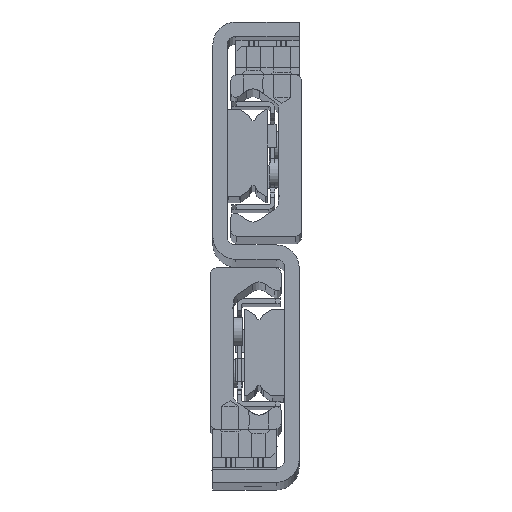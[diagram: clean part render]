
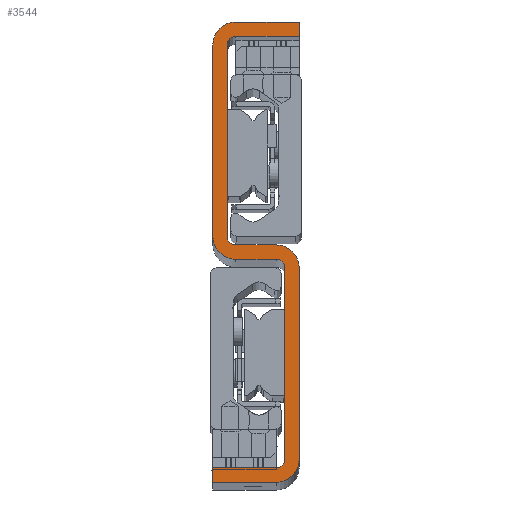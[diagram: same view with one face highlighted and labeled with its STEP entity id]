
A CAD part, top view. The second image highlights one B-rep face of the part: STEP entity #3544.
In plain terms, the highlighted planar face has unit normal (0, 0, 1).
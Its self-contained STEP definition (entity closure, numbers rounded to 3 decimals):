
#2630=CARTESIAN_POINT('',(15.0,80.0,770.0));
#2631=VERTEX_POINT('',#2630);
#2632=CARTESIAN_POINT('',(15.0,77.5,770.0));
#2633=VERTEX_POINT('',#2632);
#2634=CARTESIAN_POINT('',(15.0,80.0,770.0));
#2635=DIRECTION('',(0.0,-1.0,0.0));
#2636=VECTOR('',#2635,2.5);
#2637=LINE('',#2634,#2636);
#2638=EDGE_CURVE('',#2631,#2633,#2637,.T.);
#2670=CARTESIAN_POINT('',(4.,77.5,770.0));
#2671=VERTEX_POINT('',#2670);
#2672=CARTESIAN_POINT('',(15.0,77.5,770.0));
#2673=DIRECTION('',(-1.0,0.0,0.0));
#2674=VECTOR('',#2673,11.);
#2675=LINE('',#2672,#2674);
#2676=EDGE_CURVE('',#2633,#2671,#2675,.T.);
#2728=CARTESIAN_POINT('',(2.5,76.0,770.0));
#2729=VERTEX_POINT('',#2728);
#2730=CARTESIAN_POINT('',(4.,76.0,770.0));
#2731=DIRECTION('',(0.0,0.0,1.0));
#2732=DIRECTION('',(0.0,-1.0,0.0));
#2733=AXIS2_PLACEMENT_3D('',#2730,#2731,#2732);
#2734=CIRCLE('',#2733,1.5);
#2735=EDGE_CURVE('',#2671,#2729,#2734,.T.);
#2761=CARTESIAN_POINT('',(2.5,42.75,770.0));
#2762=VERTEX_POINT('',#2761);
#2763=CARTESIAN_POINT('',(2.5,76.0,770.0));
#2764=DIRECTION('',(0.0,-1.0,0.0));
#2765=VECTOR('',#2764,33.25);
#2766=LINE('',#2763,#2765);
#2767=EDGE_CURVE('',#2729,#2762,#2766,.T.);
#2822=CARTESIAN_POINT('',(4.,41.25,770.0));
#2823=VERTEX_POINT('',#2822);
#2824=CARTESIAN_POINT('',(4.,42.75,770.0));
#2825=DIRECTION('',(0.0,0.0,1.0));
#2826=DIRECTION('',(1.0,0.0,0.0));
#2827=AXIS2_PLACEMENT_3D('',#2824,#2825,#2826);
#2828=CIRCLE('',#2827,1.5);
#2829=EDGE_CURVE('',#2762,#2823,#2828,.T.);
#2855=CARTESIAN_POINT('',(11.,41.25,770.0));
#2856=VERTEX_POINT('',#2855);
#2857=CARTESIAN_POINT('',(4.,41.25,770.0));
#2858=DIRECTION('',(1.0,0.0,0.0));
#2859=VECTOR('',#2858,7.);
#2860=LINE('',#2857,#2859);
#2861=EDGE_CURVE('',#2823,#2856,#2860,.T.);
#2886=CARTESIAN_POINT('',(15.,37.25,770.0));
#2887=VERTEX_POINT('',#2886);
#2888=CARTESIAN_POINT('',(11.,37.25,770.0));
#2889=DIRECTION('',(0.0,0.0,-1.0));
#2890=DIRECTION('',(1.0,0.0,0.0));
#2891=AXIS2_PLACEMENT_3D('',#2888,#2889,#2890);
#2892=CIRCLE('',#2891,4.0);
#2893=EDGE_CURVE('',#2856,#2887,#2892,.T.);
#2919=CARTESIAN_POINT('',(15.,4.,770.0));
#2920=VERTEX_POINT('',#2919);
#2921=CARTESIAN_POINT('',(15.,37.25,770.0));
#2922=DIRECTION('',(0.0,-1.0,0.0));
#2923=VECTOR('',#2922,33.25);
#2924=LINE('',#2921,#2923);
#2925=EDGE_CURVE('',#2887,#2920,#2924,.T.);
#2980=CARTESIAN_POINT('',(11.0,0.,770.0));
#2981=VERTEX_POINT('',#2980);
#2982=CARTESIAN_POINT('',(11.,4.,770.0));
#2983=DIRECTION('',(0.0,0.0,-1.0));
#2984=DIRECTION('',(0.,-1.,0.0));
#2985=AXIS2_PLACEMENT_3D('',#2982,#2983,#2984);
#2986=CIRCLE('',#2985,4.);
#2987=EDGE_CURVE('',#2920,#2981,#2986,.T.);
#3013=CARTESIAN_POINT('',(0.0,0.0,770.0));
#3014=VERTEX_POINT('',#3013);
#3015=CARTESIAN_POINT('',(11.0,0.,770.0));
#3016=DIRECTION('',(-1.0,0.0,0.0));
#3017=VECTOR('',#3016,11.0);
#3018=LINE('',#3015,#3017);
#3019=EDGE_CURVE('',#2981,#3014,#3018,.T.);
#3071=CARTESIAN_POINT('',(0.0,2.5,770.0));
#3072=VERTEX_POINT('',#3071);
#3073=CARTESIAN_POINT('',(0.0,0.0,770.0));
#3074=DIRECTION('',(0.0,1.0,0.0));
#3075=VECTOR('',#3074,2.5);
#3076=LINE('',#3073,#3075);
#3077=EDGE_CURVE('',#3014,#3072,#3076,.T.);
#3102=CARTESIAN_POINT('',(11.,2.5,770.0));
#3103=VERTEX_POINT('',#3102);
#3104=CARTESIAN_POINT('',(0.0,2.5,770.0));
#3105=DIRECTION('',(1.0,0.0,0.0));
#3106=VECTOR('',#3105,11.);
#3107=LINE('',#3104,#3106);
#3108=EDGE_CURVE('',#3072,#3103,#3107,.T.);
#3160=CARTESIAN_POINT('',(12.5,4.0,770.0));
#3161=VERTEX_POINT('',#3160);
#3162=CARTESIAN_POINT('',(11.,4.0,770.0));
#3163=DIRECTION('',(0.0,0.0,1.0));
#3164=DIRECTION('',(0.0,1.0,0.0));
#3165=AXIS2_PLACEMENT_3D('',#3162,#3163,#3164);
#3166=CIRCLE('',#3165,1.5);
#3167=EDGE_CURVE('',#3103,#3161,#3166,.T.);
#3193=CARTESIAN_POINT('',(12.5,37.25,770.0));
#3194=VERTEX_POINT('',#3193);
#3195=CARTESIAN_POINT('',(12.5,4.0,770.0));
#3196=DIRECTION('',(0.0,1.0,0.0));
#3197=VECTOR('',#3196,33.25);
#3198=LINE('',#3195,#3197);
#3199=EDGE_CURVE('',#3161,#3194,#3198,.T.);
#3254=CARTESIAN_POINT('',(11.,38.75,770.0));
#3255=VERTEX_POINT('',#3254);
#3256=CARTESIAN_POINT('',(11.,37.25,770.0));
#3257=DIRECTION('',(0.0,0.0,1.0));
#3258=DIRECTION('',(-1.0,0.0,0.0));
#3259=AXIS2_PLACEMENT_3D('',#3256,#3257,#3258);
#3260=CIRCLE('',#3259,1.5);
#3261=EDGE_CURVE('',#3194,#3255,#3260,.T.);
#3287=CARTESIAN_POINT('',(4.,38.75,770.0));
#3288=VERTEX_POINT('',#3287);
#3289=CARTESIAN_POINT('',(11.,38.75,770.0));
#3290=DIRECTION('',(-1.0,0.0,0.0));
#3291=VECTOR('',#3290,7.);
#3292=LINE('',#3289,#3291);
#3293=EDGE_CURVE('',#3255,#3288,#3292,.T.);
#3318=CARTESIAN_POINT('',(0.0,42.75,770.0));
#3319=VERTEX_POINT('',#3318);
#3320=CARTESIAN_POINT('',(4.,42.75,770.0));
#3321=DIRECTION('',(0.0,0.0,-1.0));
#3322=DIRECTION('',(-1.0,0.0,0.0));
#3323=AXIS2_PLACEMENT_3D('',#3320,#3321,#3322);
#3324=CIRCLE('',#3323,4.);
#3325=EDGE_CURVE('',#3288,#3319,#3324,.T.);
#3351=CARTESIAN_POINT('',(0.0,76.0,770.0));
#3352=VERTEX_POINT('',#3351);
#3353=CARTESIAN_POINT('',(0.0,42.75,770.0));
#3354=DIRECTION('',(0.0,1.0,0.0));
#3355=VECTOR('',#3354,33.25);
#3356=LINE('',#3353,#3355);
#3357=EDGE_CURVE('',#3319,#3352,#3356,.T.);
#3412=CARTESIAN_POINT('',(4.,80.0,770.0));
#3413=VERTEX_POINT('',#3412);
#3414=CARTESIAN_POINT('',(4.,76.0,770.0));
#3415=DIRECTION('',(0.0,0.0,-1.0));
#3416=DIRECTION('',(0.0,1.0,0.0));
#3417=AXIS2_PLACEMENT_3D('',#3414,#3415,#3416);
#3418=CIRCLE('',#3417,4.0);
#3419=EDGE_CURVE('',#3352,#3413,#3418,.T.);
#3445=CARTESIAN_POINT('',(4.,80.0,770.0));
#3446=DIRECTION('',(1.0,0.0,0.0));
#3447=VECTOR('',#3446,11.);
#3448=LINE('',#3445,#3447);
#3449=EDGE_CURVE('',#3413,#2631,#3448,.T.);
#3517=CARTESIAN_POINT('',(7.5,40.,770.0));
#3518=DIRECTION('',(0.0,0.0,1.0));
#3519=DIRECTION('',(1.0,0.0,0.0));
#3520=AXIS2_PLACEMENT_3D('',#3517,#3518,#3519);
#3521=PLANE('',#3520);
#3522=ORIENTED_EDGE('',*,*,#2638,.F.);
#3523=ORIENTED_EDGE('',*,*,#3449,.F.);
#3524=ORIENTED_EDGE('',*,*,#3419,.F.);
#3525=ORIENTED_EDGE('',*,*,#3357,.F.);
#3526=ORIENTED_EDGE('',*,*,#3325,.F.);
#3527=ORIENTED_EDGE('',*,*,#3293,.F.);
#3528=ORIENTED_EDGE('',*,*,#3261,.F.);
#3529=ORIENTED_EDGE('',*,*,#3199,.F.);
#3530=ORIENTED_EDGE('',*,*,#3167,.F.);
#3531=ORIENTED_EDGE('',*,*,#3108,.F.);
#3532=ORIENTED_EDGE('',*,*,#3077,.F.);
#3533=ORIENTED_EDGE('',*,*,#3019,.F.);
#3534=ORIENTED_EDGE('',*,*,#2987,.F.);
#3535=ORIENTED_EDGE('',*,*,#2925,.F.);
#3536=ORIENTED_EDGE('',*,*,#2893,.F.);
#3537=ORIENTED_EDGE('',*,*,#2861,.F.);
#3538=ORIENTED_EDGE('',*,*,#2829,.F.);
#3539=ORIENTED_EDGE('',*,*,#2767,.F.);
#3540=ORIENTED_EDGE('',*,*,#2735,.F.);
#3541=ORIENTED_EDGE('',*,*,#2676,.F.);
#3542=EDGE_LOOP('',(#3522,#3523,#3524,#3525,#3526,#3527,#3528,#3529,#3530,#3531,#3532,#3533,#3534,#3535,#3536,#3537,#3538,#3539,#3540,#3541));
#3543=FACE_OUTER_BOUND('',#3542,.T.);
#3544=ADVANCED_FACE('',(#3543),#3521,.T.);
